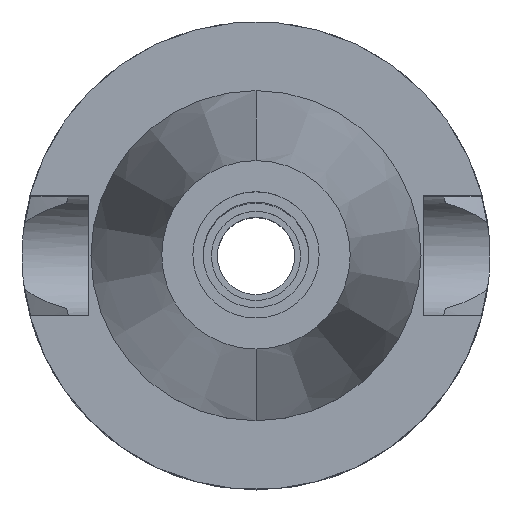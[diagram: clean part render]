
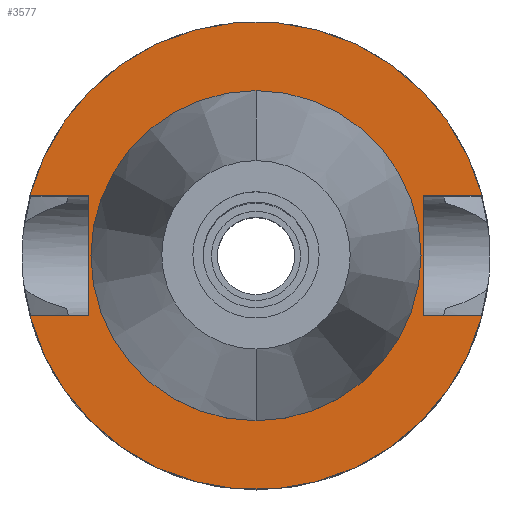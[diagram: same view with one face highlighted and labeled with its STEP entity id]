
A CAD part, top view. The second image highlights one B-rep face of the part: STEP entity #3577.
In plain terms, the highlighted planar face has unit normal (0, 0, 1).
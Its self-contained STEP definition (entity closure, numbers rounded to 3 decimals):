
#75 = CARTESIAN_POINT ( 'NONE',  ( 0., -22.225, -2. ) ) ;
#84 = VECTOR ( 'NONE', #413, 1000. ) ;
#86 = LINE ( 'NONE', #2096, #430 ) ;
#184 = VECTOR ( 'NONE', #523, 1000. ) ;
#368 = VECTOR ( 'NONE', #549, 1000. ) ;
#411 = VERTEX_POINT ( 'NONE', #1056 ) ;
#413 = DIRECTION ( 'NONE',  ( 1., 0., 0. ) ) ;
#430 = VECTOR ( 'NONE', #1492, 1000. ) ;
#449 = FACE_BOUND ( 'NONE', #3418, .T. ) ;
#470 = CARTESIAN_POINT ( 'NONE',  ( 22.5, 8.05, -2. ) ) ;
#523 = DIRECTION ( 'NONE',  ( -1., 0., 0. ) ) ;
#549 = DIRECTION ( 'NONE',  ( 0., -1., 0. ) ) ;
#551 = DIRECTION ( 'NONE',  ( 0., 1., 0. ) ) ;
#609 = DIRECTION ( 'NONE',  ( 0., 1., 0. ) ) ;
#614 = CARTESIAN_POINT ( 'NONE',  ( -30.454, 8.05, -2. ) ) ;
#667 = CARTESIAN_POINT ( 'NONE',  ( 0., 22.225, -2. ) ) ;
#673 = CARTESIAN_POINT ( 'NONE',  ( 22.5, -8.05, -2. ) ) ;
#691 = CARTESIAN_POINT ( 'NONE',  ( -22.5, -8.05, -2. ) ) ;
#755 = LINE ( 'NONE', #470, #368 ) ;
#782 = LINE ( 'NONE', #2757, #184 ) ;
#884 = EDGE_CURVE ( 'NONE', #3371, #1703, #782, .T. ) ;
#889 = EDGE_CURVE ( 'NONE', #1737, #2207, #2658, .T. ) ;
#894 = DIRECTION ( 'NONE',  ( 0., 0., -1. ) ) ;
#950 = EDGE_CURVE ( 'NONE', #411, #1277, #2552, .T. ) ;
#979 = LINE ( 'NONE', #3513, #84 ) ;
#994 = DIRECTION ( 'NONE',  ( 0., 0., -1. ) ) ;
#1056 = CARTESIAN_POINT ( 'NONE',  ( 30.454, -8.05, -2. ) ) ;
#1091 = DIRECTION ( 'NONE',  ( 0., 0., 1. ) ) ;
#1095 = CARTESIAN_POINT ( 'NONE',  ( 0., 0., -2. ) ) ;
#1181 = CARTESIAN_POINT ( 'NONE',  ( 22.5, 8.05, -2. ) ) ;
#1183 = EDGE_LOOP ( 'NONE', ( #3041, #3068, #2414, #1377, #3540, #1886, #2052, #1487 ) ) ;
#1277 = VERTEX_POINT ( 'NONE', #3488 ) ;
#1299 = DIRECTION ( 'NONE',  ( 1., 0., 0. ) ) ;
#1377 = ORIENTED_EDGE ( 'NONE', *, *, #2449, .F. ) ;
#1487 = ORIENTED_EDGE ( 'NONE', *, *, #3278, .F. ) ;
#1492 = DIRECTION ( 'NONE',  ( -1., 0., 0. ) ) ;
#1583 = ORIENTED_EDGE ( 'NONE', *, *, #2479, .F. ) ;
#1585 = CARTESIAN_POINT ( 'NONE',  ( 0., 0., -2. ) ) ;
#1680 = VECTOR ( 'NONE', #1299, 1000. ) ;
#1684 = CIRCLE ( 'NONE', #3626, 22.225 ) ;
#1703 = VERTEX_POINT ( 'NONE', #614 ) ;
#1737 = VERTEX_POINT ( 'NONE', #667 ) ;
#1745 = VECTOR ( 'NONE', #551, 1000. ) ;
#1846 = AXIS2_PLACEMENT_3D ( 'NONE', #1095, #3164, #3501 ) ;
#1886 = ORIENTED_EDGE ( 'NONE', *, *, #2265, .F. ) ;
#1901 = DIRECTION ( 'NONE',  ( 0., -1., 0. ) ) ;
#1911 = LINE ( 'NONE', #2177, #1680 ) ;
#1927 = CARTESIAN_POINT ( 'NONE',  ( -22.5, -8.05, -2. ) ) ;
#1970 = CIRCLE ( 'NONE', #3327, 31.5 ) ;
#1999 = EDGE_CURVE ( 'NONE', #2822, #411, #1911, .T. ) ;
#2052 = ORIENTED_EDGE ( 'NONE', *, *, #884, .F. ) ;
#2096 = CARTESIAN_POINT ( 'NONE',  ( -22.5, -8.05, -2. ) ) ;
#2130 = DIRECTION ( 'NONE',  ( 0., -1., 0. ) ) ;
#2177 = CARTESIAN_POINT ( 'NONE',  ( 22.5, -8.05, -2. ) ) ;
#2207 = VERTEX_POINT ( 'NONE', #75 ) ;
#2265 = EDGE_CURVE ( 'NONE', #1703, #3116, #1970, .T. ) ;
#2414 = ORIENTED_EDGE ( 'NONE', *, *, #1999, .F. ) ;
#2441 = CARTESIAN_POINT ( 'NONE',  ( 0., 0., -2. ) ) ;
#2449 = EDGE_CURVE ( 'NONE', #2634, #2822, #755, .T. ) ;
#2479 = EDGE_CURVE ( 'NONE', #2207, #1737, #1684, .T. ) ;
#2483 = AXIS2_PLACEMENT_3D ( 'NONE', #2984, #3348, #1901 ) ;
#2552 = CIRCLE ( 'NONE', #2483, 31.5 ) ;
#2634 = VERTEX_POINT ( 'NONE', #1181 ) ;
#2658 = CIRCLE ( 'NONE', #1846, 22.225 ) ;
#2692 = EDGE_CURVE ( 'NONE', #2770, #1277, #86, .T. ) ;
#2757 = CARTESIAN_POINT ( 'NONE',  ( -22.5, 8.05, -2. ) ) ;
#2770 = VERTEX_POINT ( 'NONE', #691 ) ;
#2822 = VERTEX_POINT ( 'NONE', #673 ) ;
#2961 = CARTESIAN_POINT ( 'NONE',  ( 30.454, 8.05, -2. ) ) ;
#2984 = CARTESIAN_POINT ( 'NONE',  ( 0., 0., -2. ) ) ;
#3041 = ORIENTED_EDGE ( 'NONE', *, *, #2692, .T. ) ;
#3057 = EDGE_CURVE ( 'NONE', #2634, #3116, #979, .T. ) ;
#3068 = ORIENTED_EDGE ( 'NONE', *, *, #950, .F. ) ;
#3116 = VERTEX_POINT ( 'NONE', #2961 ) ;
#3164 = DIRECTION ( 'NONE',  ( 0., 0., 1. ) ) ;
#3232 = FACE_OUTER_BOUND ( 'NONE', #1183, .T. ) ;
#3278 = EDGE_CURVE ( 'NONE', #2770, #3371, #3408, .T. ) ;
#3320 = DIRECTION ( 'NONE',  ( 0., -1., 0. ) ) ;
#3327 = AXIS2_PLACEMENT_3D ( 'NONE', #3428, #894, #609 ) ;
#3348 = DIRECTION ( 'NONE',  ( 0., 0., -1. ) ) ;
#3371 = VERTEX_POINT ( 'NONE', #3474 ) ;
#3408 = LINE ( 'NONE', #1927, #1745 ) ;
#3418 = EDGE_LOOP ( 'NONE', ( #3526, #1583 ) ) ;
#3428 = CARTESIAN_POINT ( 'NONE',  ( 0., 0., -2. ) ) ;
#3457 = AXIS2_PLACEMENT_3D ( 'NONE', #1585, #994, #2130 ) ;
#3474 = CARTESIAN_POINT ( 'NONE',  ( -22.5, 8.05, -2. ) ) ;
#3488 = CARTESIAN_POINT ( 'NONE',  ( -30.454, -8.05, -2. ) ) ;
#3501 = DIRECTION ( 'NONE',  ( 0., 1., 0. ) ) ;
#3507 = PLANE ( 'NONE',  #3457 ) ;
#3513 = CARTESIAN_POINT ( 'NONE',  ( 22.5, 8.05, -2. ) ) ;
#3526 = ORIENTED_EDGE ( 'NONE', *, *, #889, .F. ) ;
#3540 = ORIENTED_EDGE ( 'NONE', *, *, #3057, .T. ) ;
#3577 = ADVANCED_FACE ( 'NONE', ( #3232, #449 ), #3507, .F. ) ;
#3626 = AXIS2_PLACEMENT_3D ( 'NONE', #2441, #1091, #3320 ) ;
